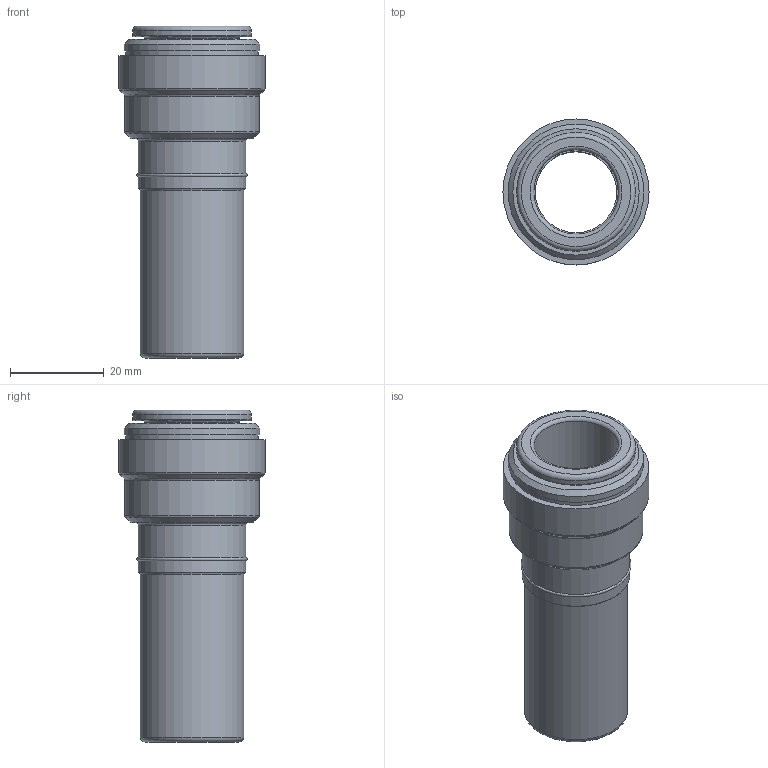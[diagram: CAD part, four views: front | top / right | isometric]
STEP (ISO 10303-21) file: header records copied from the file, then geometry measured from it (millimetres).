
FILE_DESCRIPTION(/* description */ ('STEP AP214'),/* implementation_level */ '2;1');
FILE_NAME(/* name */ '177704_CQ-22H-18',/* time_stamp */ '2024-08-07T21:59:47+02:00',/* author */ ('License CC BY-ND 4.0'),/* organization */ ('CADENAS'),/* preprocessor_version */ 'ST-DEVELOPER v19.3',/* originating_system */ 'PARTsolutions',/* authorisation */ ' ');
FILE_SCHEMA (('AUTOMOTIVE_DESIGN {1 0 10303 214 3 1 1}'));
Length unit declared in the file: millimetre
Products named in the file (1): 177704 CQ-22H-18
Bounding box: 31.1 x 31.1 x 70.7 mm (x, y, z)
Volume: 16594.9 mm3; surface area: 10519.1 mm2
Topology: 1 solids, 1 shells, 35 faces, 61 edges, 35 vertices
Faces by surface type: torus 12, cylinder 11, plane 9, cone 3
Full cylindrical faces by diameter (mm): 17.3 x1, 18 x1, 20.07 x1, 22 x1, 22.9 x2, 25.3 x1, 28.3 x1, 28.6 x1, 28.9 x1, 31.1 x1
Entity records: 738 total; most frequent: DIRECTION 142, CARTESIAN_POINT 106, AXIS2_PLACEMENT_3D 71, ORIENTED_EDGE 70, EDGE_LOOP 70, FACE_BOUND 70, EDGE_CURVE 35, VERTEX_POINT 35
